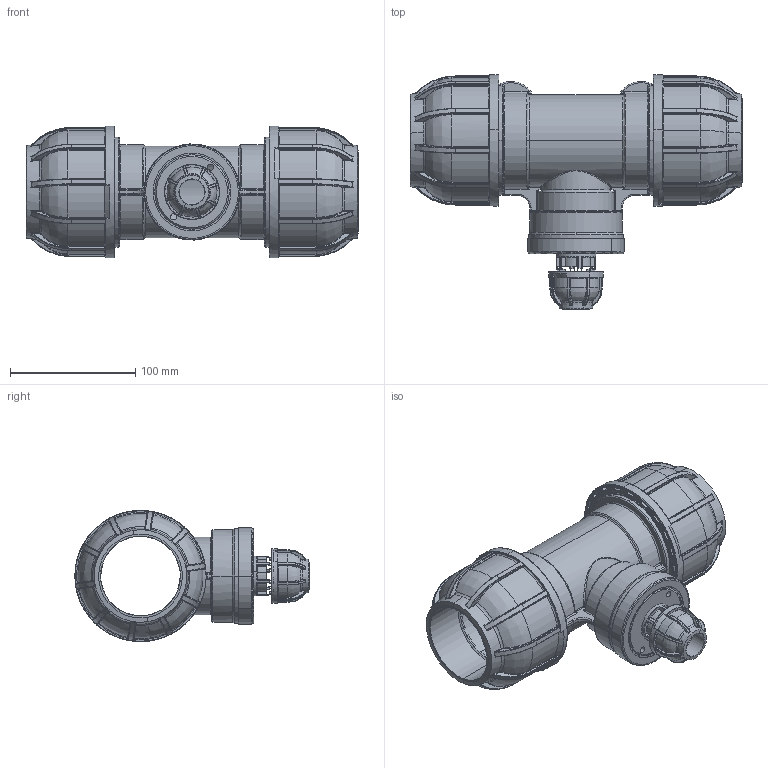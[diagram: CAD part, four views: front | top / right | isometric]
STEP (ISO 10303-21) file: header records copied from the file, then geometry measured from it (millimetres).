
FILE_DESCRIPTION (( 'STEP AP203' ), '1' );
FILE_NAME ('R247.063.020.STEP', '2016-10-19T11:59:16', ( '' ), ( '' ), 'SwSTEP 2.0', 'SolidWorks 2016', '' );
FILE_SCHEMA (( 'CONFIG_CONTROL_DESIGN' ));
Length unit declared in the file: millimetre
Products named in the file (1): R247.063.020
Bounding box: 265.6 x 187.39 x 104.99 mm (x, y, z)
Surface area: 190763.9 mm2 (no closed solid volume)
Topology: 0 solids, 104 shells, 1528 faces, 5342 edges, 3684 vertices
Faces by surface type: bspline 692, cylinder 451, plane 338, cone 47
Entity records: 83045 total; most frequent: CARTESIAN_POINT 44633, ORIENTED_EDGE 7944, DIRECTION 6693, EDGE_CURVE 5318, VERTEX_POINT 3684, AXIS2_PLACEMENT_3D 2561, CIRCLE 1724, B_SPLINE_CURVE_WITH_KNOTS 1712
